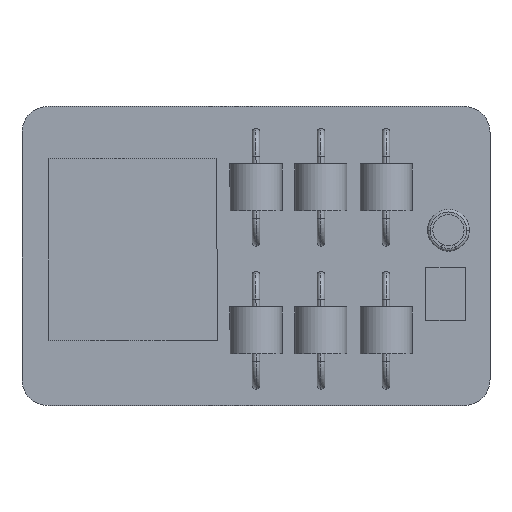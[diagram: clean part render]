
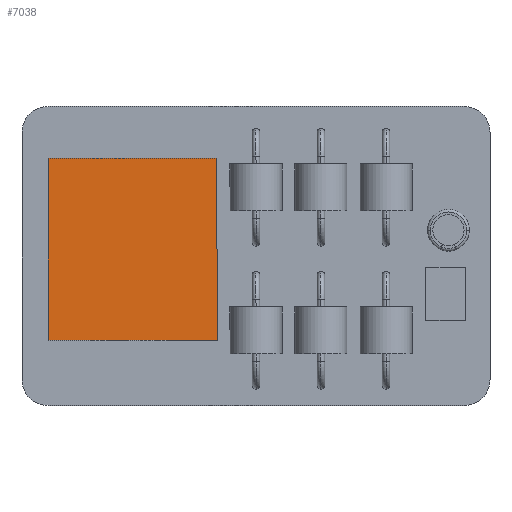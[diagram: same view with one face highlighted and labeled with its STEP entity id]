
A CAD part, top view. The second image highlights one B-rep face of the part: STEP entity #7038.
In plain terms, the highlighted planar face has unit normal (0, 0, 1).
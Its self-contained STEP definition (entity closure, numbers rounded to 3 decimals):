
#6909 = VERTEX_POINT('',#6910);
#6910 = CARTESIAN_POINT('',(5.,22.5,5.));
#6916 = EDGE_CURVE('',#6909,#6917,#6919,.T.);
#6917 = VERTEX_POINT('',#6918);
#6918 = CARTESIAN_POINT('',(-30.,22.5,5.));
#6919 = LINE('',#6920,#6921);
#6920 = CARTESIAN_POINT('',(5.,22.5,5.));
#6921 = VECTOR('',#6922,1.);
#6922 = DIRECTION('',(-1.,0.,0.));
#6947 = EDGE_CURVE('',#6917,#6948,#6950,.T.);
#6948 = VERTEX_POINT('',#6949);
#6949 = CARTESIAN_POINT('',(-30.,-10.,5.));
#6950 = LINE('',#6951,#6952);
#6951 = CARTESIAN_POINT('',(-30.,22.5,5.));
#6952 = VECTOR('',#6953,1.);
#6953 = DIRECTION('',(0.,-1.,0.));
#6978 = EDGE_CURVE('',#6948,#6979,#6981,.T.);
#6979 = VERTEX_POINT('',#6980);
#6980 = CARTESIAN_POINT('',(5.,-10.,5.));
#6981 = LINE('',#6982,#6983);
#6982 = CARTESIAN_POINT('',(-30.,-10.,5.));
#6983 = VECTOR('',#6984,1.);
#6984 = DIRECTION('',(1.,0.,0.));
#7009 = EDGE_CURVE('',#6979,#6909,#7010,.T.);
#7010 = LINE('',#7011,#7012);
#7011 = CARTESIAN_POINT('',(5.,-10.,5.));
#7012 = VECTOR('',#7013,1.);
#7013 = DIRECTION('',(0.,1.,0.));
#7038 = ADVANCED_FACE('',(#7039),#7045,.F.);
#7039 = FACE_BOUND('',#7040,.T.);
#7040 = EDGE_LOOP('',(#7041,#7042,#7043,#7044));
#7041 = ORIENTED_EDGE('',*,*,#6916,.T.);
#7042 = ORIENTED_EDGE('',*,*,#6947,.T.);
#7043 = ORIENTED_EDGE('',*,*,#6978,.T.);
#7044 = ORIENTED_EDGE('',*,*,#7009,.T.);
#7045 = PLANE('',#7046);
#7046 = AXIS2_PLACEMENT_3D('',#7047,#7048,#7049);
#7047 = CARTESIAN_POINT('',(5.,22.5,5.));
#7048 = DIRECTION('',(0.,0.,-1.));
#7049 = DIRECTION('',(-1.,0.,0.));
